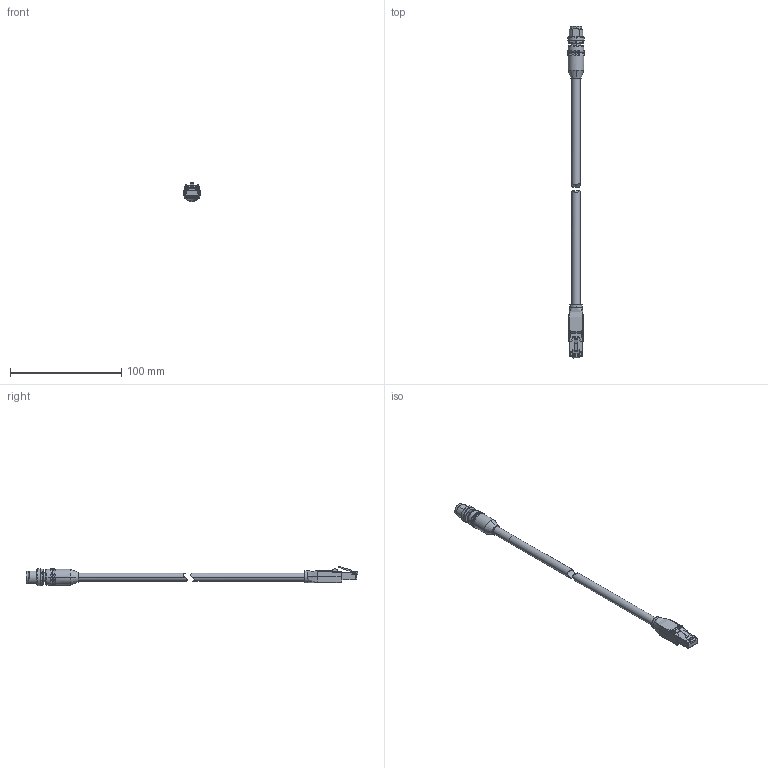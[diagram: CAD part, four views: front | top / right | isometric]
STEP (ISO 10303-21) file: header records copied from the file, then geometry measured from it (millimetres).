
FILE_DESCRIPTION (( 'STEP AP214' ), '1' );
FILE_NAME ('7700-51101-S4X0500.STEP', '2022-09-21T10:04:23', ( '' ), ( '' ), 'SwSTEP 2.0', 'SolidWorks 2021', '' );
FILE_SCHEMA (( 'AUTOMOTIVE_DESIGN' ));
Length unit declared in the file: inch
Products named in the file (1): 7700-51101-S4X0500
Bounding box: 15 x 297.93 x 17.14 mm (x, y, z)
Volume: 22985.3 mm3; surface area: 13833.5 mm2
Topology: 4 solids, 4 shells, 535 faces, 1395 edges, 880 vertices
Faces by surface type: plane 291, cylinder 155, bspline 41, torus 26, cone 17, sphere 5
Entity records: 18344 total; most frequent: CARTESIAN_POINT 5500, ORIENTED_EDGE 2770, DIRECTION 2514, EDGE_CURVE 1385, VERTEX_POINT 880, VECTOR 870, LINE 870, AXIS2_PLACEMENT_3D 822
